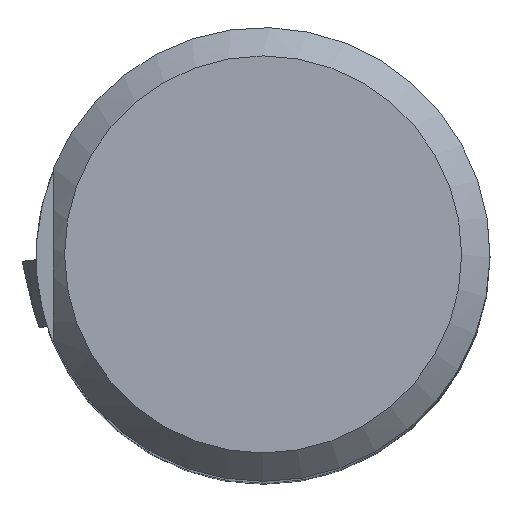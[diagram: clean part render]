
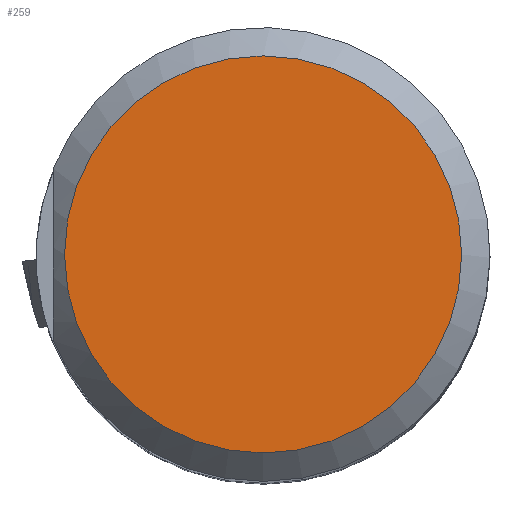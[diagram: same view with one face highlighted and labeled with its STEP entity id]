
A CAD part, top view. The second image highlights one B-rep face of the part: STEP entity #259.
In plain terms, the highlighted planar face has unit normal (0, 0, 1).
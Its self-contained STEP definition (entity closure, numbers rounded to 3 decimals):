
#149=PLANE('',#800);
#259=ADVANCED_FACE('',(#300),#149,.T.);
#300=FACE_OUTER_BOUND('',#334,.T.);
#334=EDGE_LOOP('',(#461));
#380=CIRCLE('',#789,7.);
#461=ORIENTED_EDGE('',*,*,#653,.F.);
#587=VERTEX_POINT('',#1244);
#653=EDGE_CURVE('',#587,#587,#380,.T.);
#789=AXIS2_PLACEMENT_3D('',#1243,#913,#914);
#800=AXIS2_PLACEMENT_3D('',#1274,#935,#936);
#913=DIRECTION('',(0.,0.,-1.));
#914=DIRECTION('',(0.,-1.,0.));
#935=DIRECTION('',(0.,0.,1.));
#936=DIRECTION('',(0.,1.,0.));
#1243=CARTESIAN_POINT('',(0.,0.,0.));
#1244=CARTESIAN_POINT('',(0.,-7.,0.));
#1274=CARTESIAN_POINT('',(7.,0.,0.));
